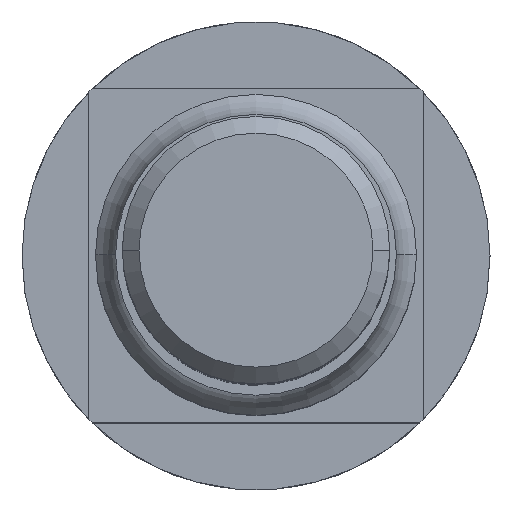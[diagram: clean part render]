
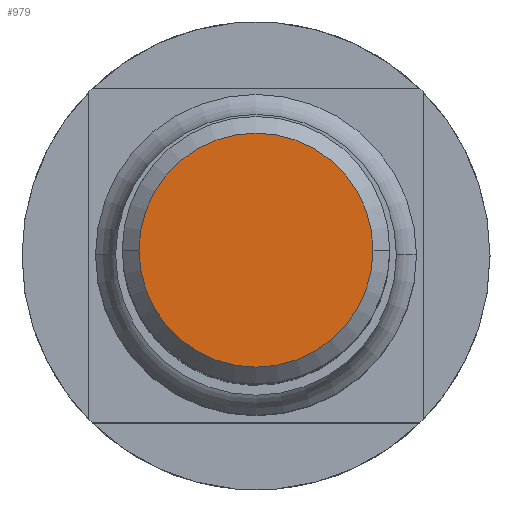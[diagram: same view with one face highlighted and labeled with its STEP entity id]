
A CAD part, top view. The second image highlights one B-rep face of the part: STEP entity #979.
In plain terms, the highlighted planar face has unit normal (0, 0, 1).
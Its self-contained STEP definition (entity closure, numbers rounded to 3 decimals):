
#222 = CARTESIAN_POINT ( 'NONE',  ( 0., 0., 8. ) ) ;
#785 = CARTESIAN_POINT ( 'NONE',  ( 0.35, 0., 8. ) ) ;
#979 = ADVANCED_FACE ( 'NONE', ( #2733 ), #1029, .F. ) ;
#995 = CIRCLE ( 'NONE', #1554, 0.35 ) ;
#1029 = PLANE ( 'NONE',  #2285 ) ;
#1554 = AXIS2_PLACEMENT_3D ( 'NONE', #222, #7140, #4530 ) ;
#1714 = VERTEX_POINT ( 'NONE', #8301 ) ;
#2064 = AXIS2_PLACEMENT_3D ( 'NONE', #8542, #2439, #9494 ) ;
#2285 = AXIS2_PLACEMENT_3D ( 'NONE', #7949, #4549, #5408 ) ;
#2439 = DIRECTION ( 'NONE',  ( 0., 0., 1. ) ) ;
#2733 = FACE_OUTER_BOUND ( 'NONE', #9836, .T. ) ;
#4530 = DIRECTION ( 'NONE',  ( -1., 0., 0. ) ) ;
#4549 = DIRECTION ( 'NONE',  ( 0., 0., -1. ) ) ;
#5408 = DIRECTION ( 'NONE',  ( 0., -1., 0. ) ) ;
#5954 = VERTEX_POINT ( 'NONE', #785 ) ;
#6194 = ORIENTED_EDGE ( 'NONE', *, *, #6432, .T. ) ;
#6432 = EDGE_CURVE ( 'NONE', #5954, #1714, #995, .T. ) ;
#7140 = DIRECTION ( 'NONE',  ( 0., 0., 1. ) ) ;
#7394 = ORIENTED_EDGE ( 'NONE', *, *, #8854, .T. ) ;
#7949 = CARTESIAN_POINT ( 'NONE',  ( 0., 0., 8. ) ) ;
#8301 = CARTESIAN_POINT ( 'NONE',  ( -0.35, 0., 8. ) ) ;
#8542 = CARTESIAN_POINT ( 'NONE',  ( 0., 0., 8. ) ) ;
#8854 = EDGE_CURVE ( 'NONE', #1714, #5954, #10007, .T. ) ;
#9494 = DIRECTION ( 'NONE',  ( -1., 0., 0. ) ) ;
#9836 = EDGE_LOOP ( 'NONE', ( #7394, #6194 ) ) ;
#10007 = CIRCLE ( 'NONE', #2064, 0.35 ) ;
